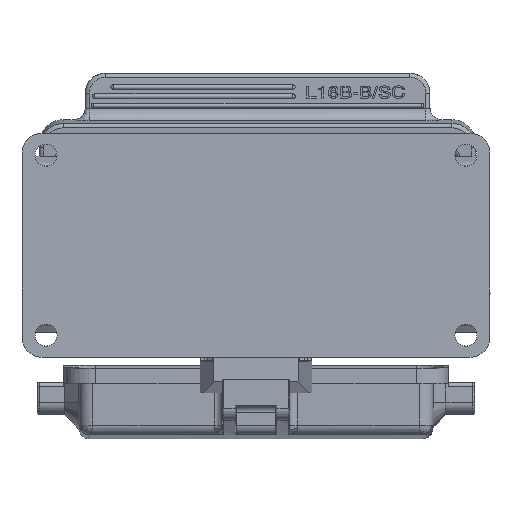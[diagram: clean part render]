
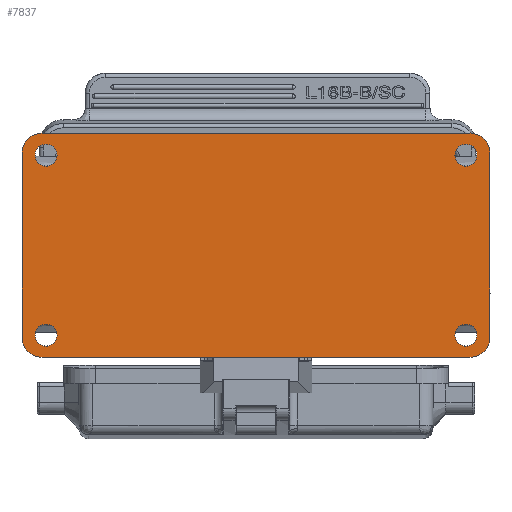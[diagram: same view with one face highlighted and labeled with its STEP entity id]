
A CAD part, front view. The second image highlights one B-rep face of the part: STEP entity #7837.
In plain terms, the highlighted planar face has unit normal (0, -1, -0.009).
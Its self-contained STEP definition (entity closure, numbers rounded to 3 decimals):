
#5585=CIRCLE('',#28490,5.);
#5632=CIRCLE('',#28616,2.75);
#5633=CIRCLE('',#28618,5.);
#5634=CIRCLE('',#28619,5.);
#5635=CIRCLE('',#28620,5.);
#5636=CIRCLE('',#28621,2.75);
#5637=CIRCLE('',#28622,2.75);
#5638=CIRCLE('',#28623,2.75);
#5639=CIRCLE('',#28624,2.75);
#5640=CIRCLE('',#28625,2.75);
#5641=CIRCLE('',#28626,2.75);
#5642=CIRCLE('',#28627,2.75);
#7837=ADVANCED_FACE('',(#12284,#12285,#12286,#12287,#12288),#8817,.F.);
#8817=PLANE('',#28628);
#9693=LINE('',#42291,#11154);
#9705=LINE('',#42372,#11166);
#9715=LINE('',#42789,#11176);
#9760=LINE('',#44939,#11221);
#11154=VECTOR('',#31592,1.);
#11166=VECTOR('',#31624,1.);
#11176=VECTOR('',#31674,1.);
#11221=VECTOR('',#31933,1.);
#12284=FACE_BOUND('',#12900,.T.);
#12285=FACE_BOUND('',#12901,.T.);
#12286=FACE_BOUND('',#12902,.T.);
#12287=FACE_BOUND('',#12903,.T.);
#12288=FACE_BOUND('',#12904,.T.);
#12900=EDGE_LOOP('',(#16545,#16546,#16547,#16548,#16549,#16550,#16551,#16552));
#12901=EDGE_LOOP('',(#16553,#16554));
#12902=EDGE_LOOP('',(#16555,#16556));
#12903=EDGE_LOOP('',(#16557,#16558));
#12904=EDGE_LOOP('',(#16559,#16560));
#16545=ORIENTED_EDGE('',*,*,#24408,.F.);
#16546=ORIENTED_EDGE('',*,*,#24412,.T.);
#16547=ORIENTED_EDGE('',*,*,#24628,.F.);
#16548=ORIENTED_EDGE('',*,*,#24446,.T.);
#16549=ORIENTED_EDGE('',*,*,#24629,.F.);
#16550=ORIENTED_EDGE('',*,*,#24630,.F.);
#16551=ORIENTED_EDGE('',*,*,#24631,.F.);
#16552=ORIENTED_EDGE('',*,*,#24389,.T.);
#16553=ORIENTED_EDGE('',*,*,#24632,.F.);
#16554=ORIENTED_EDGE('',*,*,#24633,.F.);
#16555=ORIENTED_EDGE('',*,*,#24634,.F.);
#16556=ORIENTED_EDGE('',*,*,#24635,.F.);
#16557=ORIENTED_EDGE('',*,*,#24636,.F.);
#16558=ORIENTED_EDGE('',*,*,#24637,.F.);
#16559=ORIENTED_EDGE('',*,*,#24638,.F.);
#16560=ORIENTED_EDGE('',*,*,#24627,.F.);
#21732=VERTEX_POINT('',#42292);
#21733=VERTEX_POINT('',#42293);
#21750=VERTEX_POINT('',#42364);
#21753=VERTEX_POINT('',#42371);
#21777=VERTEX_POINT('',#42788);
#21778=VERTEX_POINT('',#42790);
#21881=VERTEX_POINT('',#44931);
#21882=VERTEX_POINT('',#44933);
#21883=VERTEX_POINT('',#44938);
#21884=VERTEX_POINT('',#44940);
#21885=VERTEX_POINT('',#44943);
#21886=VERTEX_POINT('',#44944);
#21887=VERTEX_POINT('',#44947);
#21888=VERTEX_POINT('',#44948);
#21889=VERTEX_POINT('',#44951);
#21890=VERTEX_POINT('',#44952);
#24389=EDGE_CURVE('',#21732,#21733,#9693,.T.);
#24408=EDGE_CURVE('',#21750,#21733,#5585,.T.);
#24412=EDGE_CURVE('',#21750,#21753,#9705,.T.);
#24446=EDGE_CURVE('',#21778,#21777,#9715,.T.);
#24627=EDGE_CURVE('',#21882,#21881,#5632,.T.);
#24628=EDGE_CURVE('',#21778,#21753,#5633,.T.);
#24629=EDGE_CURVE('',#21883,#21777,#5634,.T.);
#24630=EDGE_CURVE('',#21884,#21883,#9760,.T.);
#24631=EDGE_CURVE('',#21732,#21884,#5635,.T.);
#24632=EDGE_CURVE('',#21885,#21886,#5636,.T.);
#24633=EDGE_CURVE('',#21886,#21885,#5637,.T.);
#24634=EDGE_CURVE('',#21887,#21888,#5638,.T.);
#24635=EDGE_CURVE('',#21888,#21887,#5639,.T.);
#24636=EDGE_CURVE('',#21889,#21890,#5640,.T.);
#24637=EDGE_CURVE('',#21890,#21889,#5641,.T.);
#24638=EDGE_CURVE('',#21881,#21882,#5642,.T.);
#28490=AXIS2_PLACEMENT_3D('',#42363,#31616,#31617);
#28616=AXIS2_PLACEMENT_3D('',#44934,#31925,#31926);
#28618=AXIS2_PLACEMENT_3D('',#44936,#31929,#31930);
#28619=AXIS2_PLACEMENT_3D('',#44937,#31931,#31932);
#28620=AXIS2_PLACEMENT_3D('',#44941,#31934,#31935);
#28621=AXIS2_PLACEMENT_3D('',#44942,#31936,#31937);
#28622=AXIS2_PLACEMENT_3D('',#44945,#31938,#31939);
#28623=AXIS2_PLACEMENT_3D('',#44946,#31940,#31941);
#28624=AXIS2_PLACEMENT_3D('',#44949,#31942,#31943);
#28625=AXIS2_PLACEMENT_3D('',#44950,#31944,#31945);
#28626=AXIS2_PLACEMENT_3D('',#44953,#31946,#31947);
#28627=AXIS2_PLACEMENT_3D('',#44954,#31948,#31949);
#28628=AXIS2_PLACEMENT_3D('',#44955,#31950,#31951);
#31592=DIRECTION('',(0.,-0.009,1.));
#31616=DIRECTION('',(0.,1.,0.009));
#31617=DIRECTION('',(0.,-0.009,1.));
#31624=DIRECTION('',(-1.,0.,0.));
#31674=DIRECTION('',(0.,0.009,-1.));
#31925=DIRECTION('',(0.,-1.,-0.009));
#31926=DIRECTION('',(0.,-0.009,1.));
#31929=DIRECTION('',(0.,1.,0.009));
#31930=DIRECTION('',(-1.,0.,0.));
#31931=DIRECTION('',(0.,1.,0.009));
#31932=DIRECTION('',(0.,0.009,-1.));
#31933=DIRECTION('',(-1.,0.,0.));
#31934=DIRECTION('',(0.,1.,0.009));
#31935=DIRECTION('',(1.,0.,0.));
#31936=DIRECTION('',(0.,-1.,-0.009));
#31937=DIRECTION('',(0.,0.009,-1.));
#31938=DIRECTION('',(0.,-1.,-0.009));
#31939=DIRECTION('',(0.,-0.009,1.));
#31940=DIRECTION('',(0.,-1.,-0.009));
#31941=DIRECTION('',(0.,0.009,-1.));
#31942=DIRECTION('',(0.,-1.,-0.009));
#31943=DIRECTION('',(0.,-0.009,1.));
#31944=DIRECTION('',(0.,-1.,-0.009));
#31945=DIRECTION('',(0.,0.009,-1.));
#31946=DIRECTION('',(0.,-1.,-0.009));
#31947=DIRECTION('',(0.,-0.009,1.));
#31948=DIRECTION('',(0.,-1.,-0.009));
#31949=DIRECTION('',(0.,0.009,-1.));
#31950=DIRECTION('',(0.,1.,0.009));
#31951=DIRECTION('',(0.,-0.009,1.));
#42291=CARTESIAN_POINT('',(117.,49.669,-47.814));
#42292=CARTESIAN_POINT('',(117.,49.669,-47.814));
#42293=CARTESIAN_POINT('',(117.,49.267,-1.816));
#42363=CARTESIAN_POINT('',(112.,49.267,-1.816));
#42364=CARTESIAN_POINT('',(112.,49.224,3.184));
#42371=CARTESIAN_POINT('',(5.,49.224,3.184));
#42372=CARTESIAN_POINT('',(112.,49.224,3.184));
#42788=CARTESIAN_POINT('',(0.,49.669,-47.814));
#42789=CARTESIAN_POINT('',(0.,49.267,-1.816));
#42790=CARTESIAN_POINT('',(0.,49.267,-1.816));
#44931=CARTESIAN_POINT('',(111.,49.296,-5.066));
#44933=CARTESIAN_POINT('',(111.,49.248,0.434));
#44934=CARTESIAN_POINT('',(111.,49.272,-2.316));
#44936=CARTESIAN_POINT('',(5.,49.267,-1.816));
#44937=CARTESIAN_POINT('',(5.,49.669,-47.814));
#44938=CARTESIAN_POINT('',(5.,49.712,-52.814));
#44939=CARTESIAN_POINT('',(112.,49.712,-52.814));
#44940=CARTESIAN_POINT('',(112.,49.712,-52.814));
#44941=CARTESIAN_POINT('',(112.,49.669,-47.814));
#44942=CARTESIAN_POINT('',(6.,49.272,-2.316));
#44943=CARTESIAN_POINT('',(6.,49.296,-5.066));
#44944=CARTESIAN_POINT('',(6.,49.248,0.434));
#44945=CARTESIAN_POINT('',(6.,49.272,-2.316));
#44946=CARTESIAN_POINT('',(6.,49.664,-47.314));
#44947=CARTESIAN_POINT('',(6.,49.688,-50.064));
#44948=CARTESIAN_POINT('',(6.,49.641,-44.564));
#44949=CARTESIAN_POINT('',(6.,49.664,-47.314));
#44950=CARTESIAN_POINT('',(111.,49.664,-47.314));
#44951=CARTESIAN_POINT('',(111.,49.688,-50.064));
#44952=CARTESIAN_POINT('',(111.,49.641,-44.564));
#44953=CARTESIAN_POINT('',(111.,49.664,-47.314));
#44954=CARTESIAN_POINT('',(111.,49.272,-2.316));
#44955=CARTESIAN_POINT('',(58.5,49.468,-24.815));
